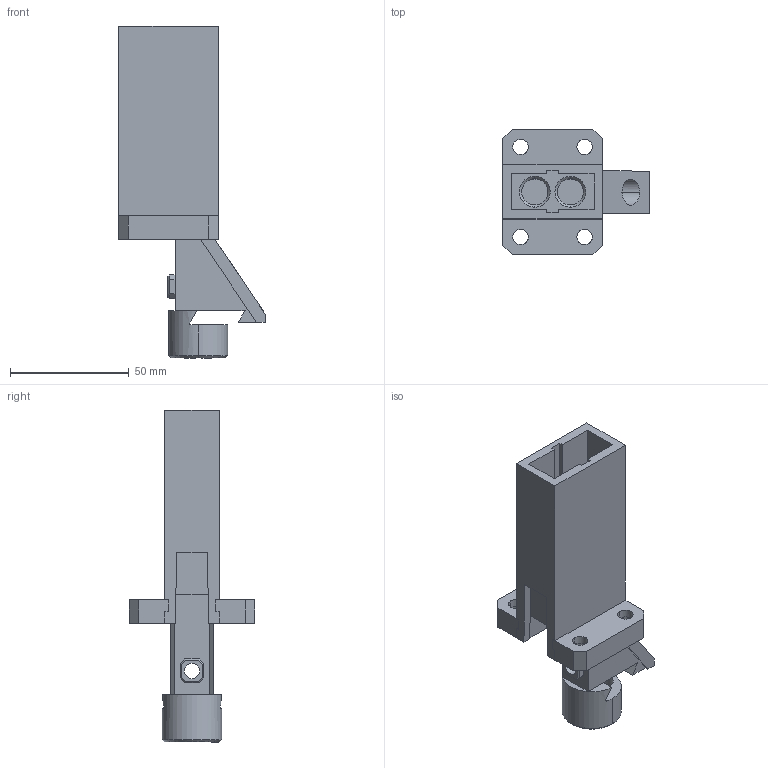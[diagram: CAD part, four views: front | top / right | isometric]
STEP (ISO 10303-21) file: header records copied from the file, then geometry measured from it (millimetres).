
FILE_DESCRIPTION(('CATIA V5 STEP Exchange'),'2;1');
FILE_NAME('SCS01_3D-02.stp','2025-09-15T01:46:14+00:00',('none'),('none'),'CATIA Version 5 Release 20 GA (IN-10)','CATIA V5 STEP AP214','none');
FILE_SCHEMA(('AUTOMOTIVE_DESIGN { 1 0 10303 214 1 1 1 1 }'));
Length unit declared in the file: millimetre
Products named in the file (1): SCS01_02
Bounding box: 61.74 x 53 x 140 mm (x, y, z)
Volume: 84672.9 mm3; surface area: 34106.5 mm2
Topology: 4 solids, 4 shells, 140 faces, 345 edges, 224 vertices
Faces by surface type: plane 98, cylinder 36, cone 6
Entity records: 4452 total; most frequent: CARTESIAN_POINT 1148, ORIENTED_EDGE 690, DIRECTION 587, EDGE_CURVE 345, VECTOR 263, LINE 263, VERTEX_POINT 224, AXIS2_PLACEMENT_3D 191
